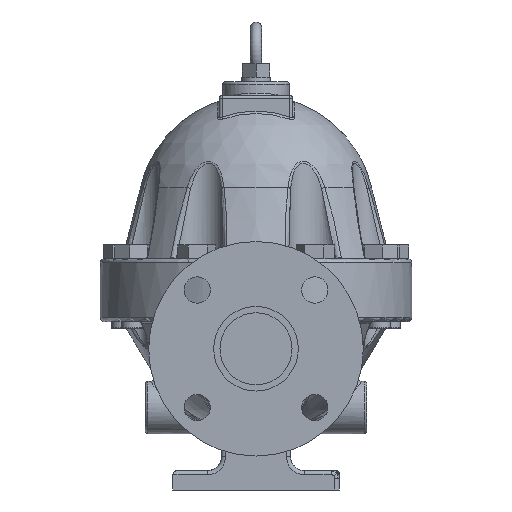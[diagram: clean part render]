
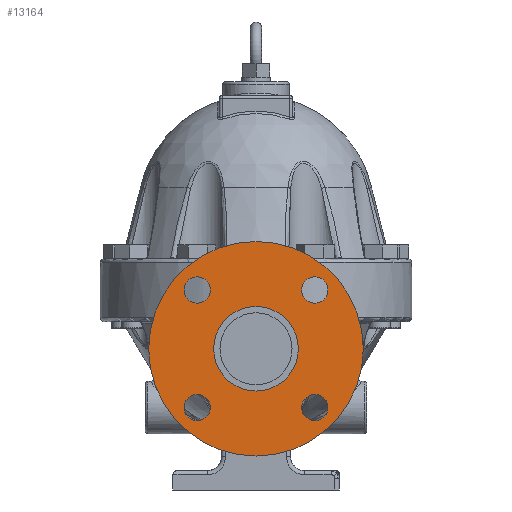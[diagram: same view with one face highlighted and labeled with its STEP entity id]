
A CAD part, front view. The second image highlights one B-rep face of the part: STEP entity #13164.
In plain terms, the highlighted planar face has unit normal (0, -1, 0).
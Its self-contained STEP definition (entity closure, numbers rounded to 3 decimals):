
#262=PLANE('',#14110);
#654=FACE_OUTER_BOUND('',#2472,.T.);
#1496=CIRCLE('',#14057,9.5);
#1497=CIRCLE('',#14058,9.5);
#1499=CIRCLE('',#14061,9.5);
#1500=CIRCLE('',#14062,9.5);
#1502=CIRCLE('',#14065,9.5);
#1503=CIRCLE('',#14066,9.5);
#1505=CIRCLE('',#14069,9.5);
#1506=CIRCLE('',#14070,9.5);
#1526=CIRCLE('',#14094,77.5);
#1527=CIRCLE('',#14095,77.5);
#1536=CIRCLE('',#14108,30.55);
#1537=CIRCLE('',#14109,30.55);
#2373=FACE_BOUND('',#2473,.T.);
#2374=FACE_BOUND('',#2474,.T.);
#2375=FACE_BOUND('',#2475,.T.);
#2376=FACE_BOUND('',#2476,.T.);
#2377=FACE_BOUND('',#2477,.T.);
#2472=EDGE_LOOP('',(#8976,#8977));
#2473=EDGE_LOOP('',(#8978,#8979));
#2474=EDGE_LOOP('',(#8980,#8981));
#2475=EDGE_LOOP('',(#8982,#8983));
#2476=EDGE_LOOP('',(#8984,#8985));
#2477=EDGE_LOOP('',(#8986,#8987));
#5394=VERTEX_POINT('',#20081);
#5395=VERTEX_POINT('',#20082);
#5397=VERTEX_POINT('',#20089);
#5398=VERTEX_POINT('',#20090);
#5400=VERTEX_POINT('',#20097);
#5401=VERTEX_POINT('',#20098);
#5403=VERTEX_POINT('',#20105);
#5404=VERTEX_POINT('',#20106);
#5447=VERTEX_POINT('',#20309);
#5448=VERTEX_POINT('',#20311);
#5457=VERTEX_POINT('',#20335);
#5458=VERTEX_POINT('',#20337);
#6736=EDGE_CURVE('',#5394,#5395,#1496,.T.);
#6737=EDGE_CURVE('',#5395,#5394,#1497,.T.);
#6740=EDGE_CURVE('',#5397,#5398,#1499,.T.);
#6741=EDGE_CURVE('',#5398,#5397,#1500,.T.);
#6744=EDGE_CURVE('',#5400,#5401,#1502,.T.);
#6745=EDGE_CURVE('',#5401,#5400,#1503,.T.);
#6748=EDGE_CURVE('',#5403,#5404,#1505,.T.);
#6749=EDGE_CURVE('',#5404,#5403,#1506,.T.);
#6796=EDGE_CURVE('',#5447,#5448,#1526,.T.);
#6797=EDGE_CURVE('',#5448,#5447,#1527,.T.);
#6808=EDGE_CURVE('',#5458,#5457,#1536,.T.);
#6809=EDGE_CURVE('',#5457,#5458,#1537,.T.);
#8976=ORIENTED_EDGE('',*,*,#6797,.F.);
#8977=ORIENTED_EDGE('',*,*,#6796,.F.);
#8978=ORIENTED_EDGE('',*,*,#6736,.T.);
#8979=ORIENTED_EDGE('',*,*,#6737,.T.);
#8980=ORIENTED_EDGE('',*,*,#6740,.T.);
#8981=ORIENTED_EDGE('',*,*,#6741,.T.);
#8982=ORIENTED_EDGE('',*,*,#6744,.T.);
#8983=ORIENTED_EDGE('',*,*,#6745,.T.);
#8984=ORIENTED_EDGE('',*,*,#6748,.T.);
#8985=ORIENTED_EDGE('',*,*,#6749,.T.);
#8986=ORIENTED_EDGE('',*,*,#6808,.T.);
#8987=ORIENTED_EDGE('',*,*,#6809,.T.);
#13164=ADVANCED_FACE('',(#654,#2373,#2374,#2375,#2376,#2377),#262,.T.);
#14057=AXIS2_PLACEMENT_3D('',#20083,#15654,#15655);
#14058=AXIS2_PLACEMENT_3D('',#20084,#15656,#15657);
#14061=AXIS2_PLACEMENT_3D('',#20091,#15663,#15664);
#14062=AXIS2_PLACEMENT_3D('',#20092,#15665,#15666);
#14065=AXIS2_PLACEMENT_3D('',#20099,#15672,#15673);
#14066=AXIS2_PLACEMENT_3D('',#20100,#15674,#15675);
#14069=AXIS2_PLACEMENT_3D('',#20107,#15681,#15682);
#14070=AXIS2_PLACEMENT_3D('',#20108,#15683,#15684);
#14094=AXIS2_PLACEMENT_3D('',#20312,#15748,#15749);
#14095=AXIS2_PLACEMENT_3D('',#20313,#15750,#15751);
#14108=AXIS2_PLACEMENT_3D('',#20338,#15778,#15779);
#14109=AXIS2_PLACEMENT_3D('',#20339,#15780,#15781);
#14110=AXIS2_PLACEMENT_3D('',#20340,#15782,#15783);
#15654=DIRECTION('center_axis',(0.,1.,0.));
#15655=DIRECTION('ref_axis',(0.,0.,1.));
#15656=DIRECTION('center_axis',(0.,1.,0.));
#15657=DIRECTION('ref_axis',(0.,0.,1.));
#15663=DIRECTION('center_axis',(0.,1.,0.));
#15664=DIRECTION('ref_axis',(-1.,0.,0.));
#15665=DIRECTION('center_axis',(0.,1.,0.));
#15666=DIRECTION('ref_axis',(-1.,0.,0.));
#15672=DIRECTION('center_axis',(0.,1.,0.));
#15673=DIRECTION('ref_axis',(0.,0.,-1.));
#15674=DIRECTION('center_axis',(0.,1.,0.));
#15675=DIRECTION('ref_axis',(0.,0.,-1.));
#15681=DIRECTION('center_axis',(0.,1.,0.));
#15682=DIRECTION('ref_axis',(1.,0.,0.));
#15683=DIRECTION('center_axis',(0.,1.,0.));
#15684=DIRECTION('ref_axis',(1.,0.,0.));
#15748=DIRECTION('center_axis',(0.,1.,0.));
#15749=DIRECTION('ref_axis',(0.,0.,1.));
#15750=DIRECTION('center_axis',(0.,1.,0.));
#15751=DIRECTION('ref_axis',(0.,0.,1.));
#15778=DIRECTION('center_axis',(0.,1.,0.));
#15779=DIRECTION('ref_axis',(0.,0.,1.));
#15780=DIRECTION('center_axis',(0.,1.,0.));
#15781=DIRECTION('ref_axis',(0.,0.,1.));
#15782=DIRECTION('center_axis',(0.,-1.,0.));
#15783=DIRECTION('ref_axis',(0.,0.,-1.));
#20081=CARTESIAN_POINT('',(-42.426,-292.,9.926));
#20082=CARTESIAN_POINT('',(-42.426,-292.,-9.074));
#20083=CARTESIAN_POINT('Origin',(-42.426,-292.,0.426));
#20084=CARTESIAN_POINT('Origin',(-42.426,-292.,0.426));
#20089=CARTESIAN_POINT('',(-51.926,-292.,-84.426));
#20090=CARTESIAN_POINT('',(-32.926,-292.,-84.426));
#20091=CARTESIAN_POINT('Origin',(-42.426,-292.,-84.426));
#20092=CARTESIAN_POINT('Origin',(-42.426,-292.,-84.426));
#20097=CARTESIAN_POINT('',(42.426,-292.,-93.926));
#20098=CARTESIAN_POINT('',(42.426,-292.,-74.926));
#20099=CARTESIAN_POINT('Origin',(42.426,-292.,-84.426));
#20100=CARTESIAN_POINT('Origin',(42.426,-292.,-84.426));
#20105=CARTESIAN_POINT('',(51.926,-292.,0.426));
#20106=CARTESIAN_POINT('',(32.926,-292.,0.426));
#20107=CARTESIAN_POINT('Origin',(42.426,-292.,0.426));
#20108=CARTESIAN_POINT('Origin',(42.426,-292.,0.426));
#20309=CARTESIAN_POINT('',(0.,-292.,-119.5));
#20311=CARTESIAN_POINT('',(0.,-292.,35.5));
#20312=CARTESIAN_POINT('Origin',(0.,-292.,-42.));
#20313=CARTESIAN_POINT('Origin',(0.,-292.,-42.));
#20335=CARTESIAN_POINT('',(0.,-292.,-72.55));
#20337=CARTESIAN_POINT('',(0.,-292.,-11.45));
#20338=CARTESIAN_POINT('Origin',(0.,-292.,-42.));
#20339=CARTESIAN_POINT('Origin',(0.,-292.,-42.));
#20340=CARTESIAN_POINT('Origin',(0.,-292.,12.025));
